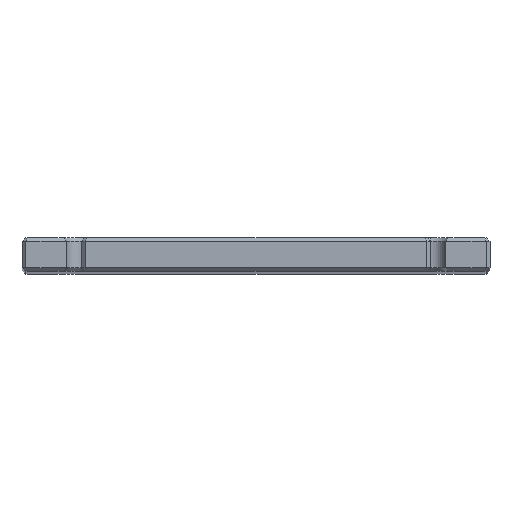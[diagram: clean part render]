
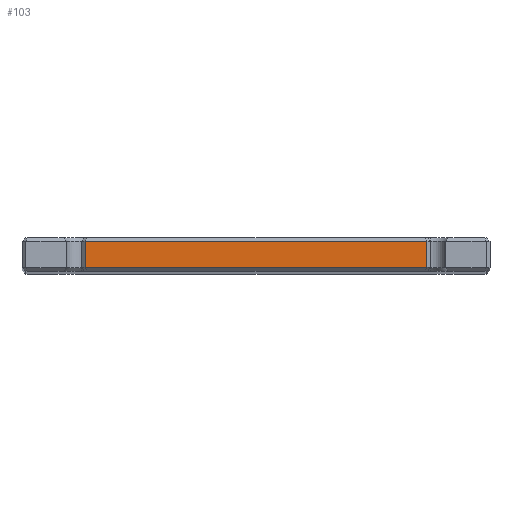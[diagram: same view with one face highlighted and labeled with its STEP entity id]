
A CAD part, top view. The second image highlights one B-rep face of the part: STEP entity #103.
In plain terms, the highlighted planar face has unit normal (0, 0, 1).
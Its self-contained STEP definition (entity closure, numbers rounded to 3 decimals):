
#69 = AXIS2_PLACEMENT_3D ( 'NONE', #791, #1302, #1710 ) ;
#103 = ADVANCED_FACE ( 'NONE', ( #2137 ), #441, .F. ) ;
#191 = VERTEX_POINT ( 'NONE', #1542 ) ;
#286 = VERTEX_POINT ( 'NONE', #1510 ) ;
#313 = EDGE_LOOP ( 'NONE', ( #1350, #2244, #1090, #2096 ) ) ;
#351 = DIRECTION ( 'NONE',  ( 0., -1., 0. ) ) ;
#441 = PLANE ( 'NONE',  #69 ) ;
#473 = EDGE_CURVE ( 'NONE', #286, #191, #792, .T. ) ;
#563 = DIRECTION ( 'NONE',  ( 1., 0., 0. ) ) ;
#567 = VECTOR ( 'NONE', #1977, 1000. ) ;
#582 = VECTOR ( 'NONE', #1521, 1000. ) ;
#608 = CARTESIAN_POINT ( 'NONE',  ( 91.25, 16., 500. ) ) ;
#613 = VERTEX_POINT ( 'NONE', #1081 ) ;
#619 = EDGE_CURVE ( 'NONE', #2133, #286, #2165, .T. ) ;
#659 = CARTESIAN_POINT ( 'NONE',  ( 91.25, 18., 500. ) ) ;
#698 = CARTESIAN_POINT ( 'NONE',  ( -91.25, 18., 500. ) ) ;
#710 = LINE ( 'NONE', #917, #1497 ) ;
#791 = CARTESIAN_POINT ( 'NONE',  ( -91.25, 18., 500. ) ) ;
#792 = LINE ( 'NONE', #698, #1438 ) ;
#917 = CARTESIAN_POINT ( 'NONE',  ( -91.25, 2., 500. ) ) ;
#1059 = LINE ( 'NONE', #659, #582 ) ;
#1081 = CARTESIAN_POINT ( 'NONE',  ( 91.25, 2., 500. ) ) ;
#1090 = ORIENTED_EDGE ( 'NONE', *, *, #473, .T. ) ;
#1302 = DIRECTION ( 'NONE',  ( 0., 0., -1. ) ) ;
#1350 = ORIENTED_EDGE ( 'NONE', *, *, #1691, .F. ) ;
#1438 = VECTOR ( 'NONE', #351, 1000. ) ;
#1458 = EDGE_CURVE ( 'NONE', #191, #613, #710, .T. ) ;
#1497 = VECTOR ( 'NONE', #563, 1000. ) ;
#1510 = CARTESIAN_POINT ( 'NONE',  ( -91.25, 16., 500. ) ) ;
#1521 = DIRECTION ( 'NONE',  ( 0., -1., 0. ) ) ;
#1542 = CARTESIAN_POINT ( 'NONE',  ( -91.25, 2., 500. ) ) ;
#1691 = EDGE_CURVE ( 'NONE', #2133, #613, #1059, .T. ) ;
#1710 = DIRECTION ( 'NONE',  ( -1., 0., 0. ) ) ;
#1977 = DIRECTION ( 'NONE',  ( -1., 0., 0. ) ) ;
#2096 = ORIENTED_EDGE ( 'NONE', *, *, #1458, .T. ) ;
#2133 = VERTEX_POINT ( 'NONE', #608 ) ;
#2137 = FACE_OUTER_BOUND ( 'NONE', #313, .T. ) ;
#2165 = LINE ( 'NONE', #2169, #567 ) ;
#2169 = CARTESIAN_POINT ( 'NONE',  ( -91.25, 16., 500. ) ) ;
#2244 = ORIENTED_EDGE ( 'NONE', *, *, #619, .T. ) ;
